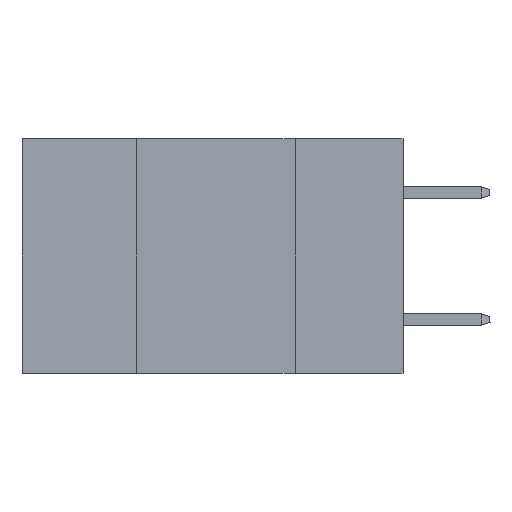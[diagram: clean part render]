
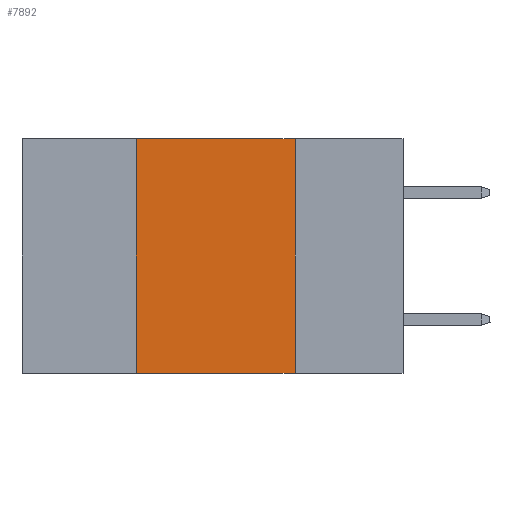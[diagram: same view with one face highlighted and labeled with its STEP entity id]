
A CAD part, left-side view. The second image highlights one B-rep face of the part: STEP entity #7892.
In plain terms, the highlighted planar face has unit normal (-1, 0, 0).
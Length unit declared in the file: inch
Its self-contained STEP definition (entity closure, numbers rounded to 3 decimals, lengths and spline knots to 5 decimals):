
#159 = CARTESIAN_POINT ( 'NONE',  ( 0., 0.6, 0. ) ) ;
#214 = EDGE_CURVE ( 'NONE', #8053, #8919, #4844, .T. ) ;
#541 = VERTEX_POINT ( 'NONE', #692 ) ;
#692 = CARTESIAN_POINT ( 'NONE',  ( 0., 0.17, 0. ) ) ;
#976 = LINE ( 'NONE', #1052, #13698 ) ;
#1052 = CARTESIAN_POINT ( 'NONE',  ( 0., 0.17, 0. ) ) ;
#1127 = FACE_OUTER_BOUND ( 'NONE', #3168, .T. ) ;
#1730 = ORIENTED_EDGE ( 'NONE', *, *, #11897, .F. ) ;
#2279 = PLANE ( 'NONE',  #6083 ) ;
#2394 = VERTEX_POINT ( 'NONE', #2681 ) ;
#2430 = VECTOR ( 'NONE', #14657, 39.37008 ) ;
#2681 = CARTESIAN_POINT ( 'NONE',  ( 0., 0.42, 0. ) ) ;
#3168 = EDGE_LOOP ( 'NONE', ( #6686, #1730, #13742, #11804 ) ) ;
#3973 = LINE ( 'NONE', #9881, #2430 ) ;
#4844 = LINE ( 'NONE', #11100, #6194 ) ;
#6083 = AXIS2_PLACEMENT_3D ( 'NONE', #159, #13081, #8472 ) ;
#6154 = DIRECTION ( 'NONE',  ( 0., -1., 0. ) ) ;
#6194 = VECTOR ( 'NONE', #6154, 39.37008 ) ;
#6265 = EDGE_CURVE ( 'NONE', #8053, #2394, #13692, .T. ) ;
#6317 = CARTESIAN_POINT ( 'NONE',  ( 0., 0.42, -0.37 ) ) ;
#6363 = DIRECTION ( 'NONE',  ( 0., 0., 1. ) ) ;
#6686 = ORIENTED_EDGE ( 'NONE', *, *, #10981, .F. ) ;
#7532 = CARTESIAN_POINT ( 'NONE',  ( 0., 0.42, 0. ) ) ;
#7892 = ADVANCED_FACE ( 'NONE', ( #1127 ), #2279, .F. ) ;
#8053 = VERTEX_POINT ( 'NONE', #6317 ) ;
#8472 = DIRECTION ( 'NONE',  ( 0., 0., -1. ) ) ;
#8552 = DIRECTION ( 'NONE',  ( 0., 0., -1. ) ) ;
#8919 = VERTEX_POINT ( 'NONE', #11063 ) ;
#9881 = CARTESIAN_POINT ( 'NONE',  ( 0., 0.6, 0. ) ) ;
#10981 = EDGE_CURVE ( 'NONE', #541, #8919, #976, .T. ) ;
#11063 = CARTESIAN_POINT ( 'NONE',  ( 0., 0.17, -0.37 ) ) ;
#11100 = CARTESIAN_POINT ( 'NONE',  ( 0., 0.6, -0.37 ) ) ;
#11804 = ORIENTED_EDGE ( 'NONE', *, *, #214, .T. ) ;
#11897 = EDGE_CURVE ( 'NONE', #2394, #541, #3973, .T. ) ;
#13081 = DIRECTION ( 'NONE',  ( 1., 0., 0. ) ) ;
#13692 = LINE ( 'NONE', #7532, #15370 ) ;
#13698 = VECTOR ( 'NONE', #8552, 39.37008 ) ;
#13742 = ORIENTED_EDGE ( 'NONE', *, *, #6265, .F. ) ;
#14657 = DIRECTION ( 'NONE',  ( 0., -1., 0. ) ) ;
#15370 = VECTOR ( 'NONE', #6363, 39.37008 ) ;
